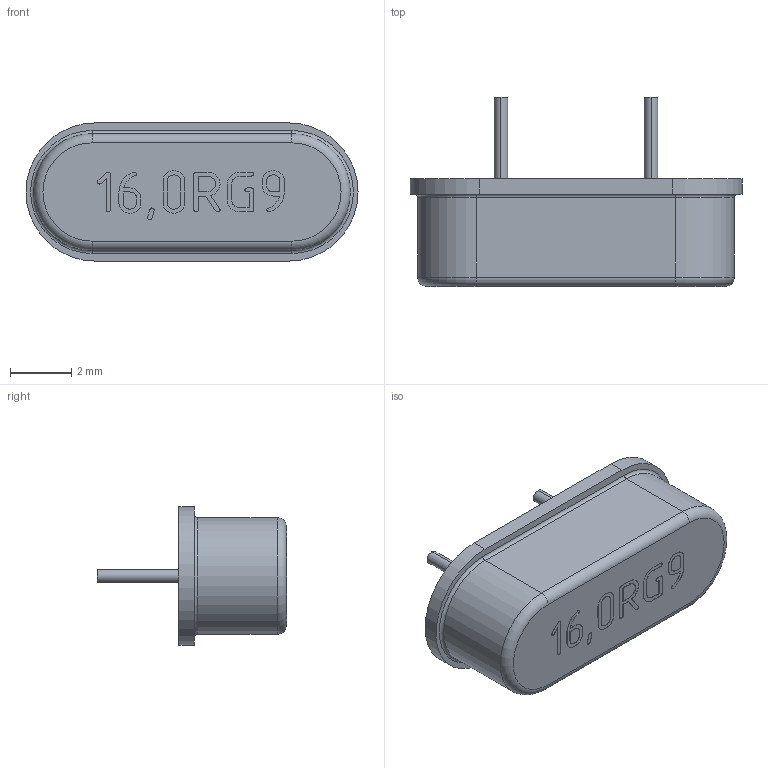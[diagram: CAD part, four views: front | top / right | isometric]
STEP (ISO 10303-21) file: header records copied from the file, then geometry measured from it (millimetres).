
FILE_DESCRIPTION (( 'STEP AP214' ), '1' );
FILE_NAME ('HC-49S.STEP', '2022-08-17T06:55:05', ( '' ), ( '' ), 'SwSTEP 2.0', 'SolidWorks 2022', '' );
FILE_SCHEMA (( 'AUTOMOTIVE_DESIGN' ));
Length unit declared in the file: millimetre
Products named in the file (1): HC-49S
Bounding box: 10.8 x 6.15 x 4.5 mm (x, y, z)
Volume: 130.3 mm3; surface area: 181.6 mm2
Topology: 3 solids, 3 shells, 141 faces, 355 edges, 234 vertices
Faces by surface type: plane 65, bspline 56, cylinder 16, torus 4
Entity records: 7987 total; most frequent: CARTESIAN_POINT 3643, ORIENTED_EDGE 710, DIRECTION 451, EDGE_CURVE 355, VERTEX_POINT 234, LINE 207, VECTOR 207, EDGE_LOOP 155
